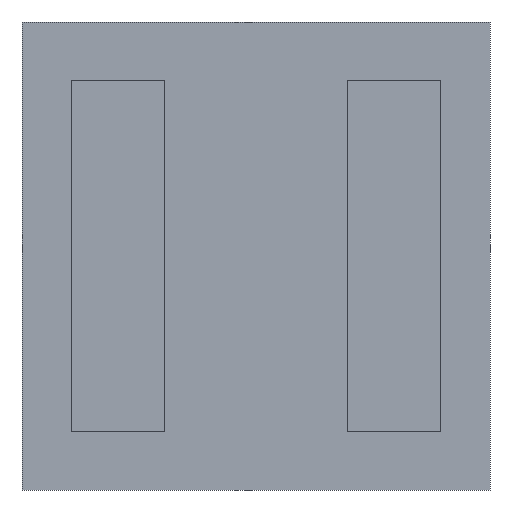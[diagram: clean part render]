
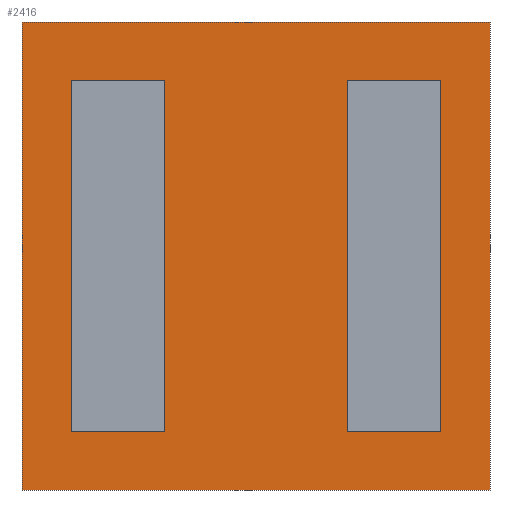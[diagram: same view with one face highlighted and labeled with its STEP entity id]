
A CAD part, front view. The second image highlights one B-rep face of the part: STEP entity #2416.
In plain terms, the highlighted planar face has unit normal (0, -1, 0).
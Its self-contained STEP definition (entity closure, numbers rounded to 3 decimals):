
#1180 = VERTEX_POINT('',#1181);
#1181 = CARTESIAN_POINT('',(4.,0.,4.));
#1189 = VERTEX_POINT('',#1190);
#1190 = CARTESIAN_POINT('',(-4.,0.,4.));
#1196 = EDGE_CURVE('',#1180,#1189,#1197,.T.);
#1197 = LINE('',#1198,#1199);
#1198 = CARTESIAN_POINT('',(-4.,0.,4.));
#1199 = VECTOR('',#1200,1.);
#1200 = DIRECTION('',(-1.,0.,0.));
#1213 = VERTEX_POINT('',#1214);
#1214 = CARTESIAN_POINT('',(-4.,0.,-4.));
#1220 = EDGE_CURVE('',#1189,#1213,#1221,.T.);
#1221 = LINE('',#1222,#1223);
#1222 = CARTESIAN_POINT('',(-4.,0.,-4.));
#1223 = VECTOR('',#1224,1.);
#1224 = DIRECTION('',(0.,0.,-1.));
#1237 = VERTEX_POINT('',#1238);
#1238 = CARTESIAN_POINT('',(4.,0.,-4.));
#1244 = EDGE_CURVE('',#1213,#1237,#1245,.T.);
#1245 = LINE('',#1246,#1247);
#1246 = CARTESIAN_POINT('',(-4.,0.,-4.));
#1247 = VECTOR('',#1248,1.);
#1248 = DIRECTION('',(1.,0.,0.));
#1261 = EDGE_CURVE('',#1237,#1180,#1262,.T.);
#1262 = LINE('',#1263,#1264);
#1263 = CARTESIAN_POINT('',(4.,0.,-4.));
#1264 = VECTOR('',#1265,1.);
#1265 = DIRECTION('',(0.,0.,1.));
#2416 = ADVANCED_FACE('',(#2417,#2451,#2457),#2491,.F.);
#2417 = FACE_BOUND('',#2418,.T.);
#2418 = EDGE_LOOP('',(#2419,#2429,#2437,#2445));
#2419 = ORIENTED_EDGE('',*,*,#2420,.F.);
#2420 = EDGE_CURVE('',#2421,#2423,#2425,.T.);
#2421 = VERTEX_POINT('',#2422);
#2422 = CARTESIAN_POINT('',(-1.56,0.,-3.));
#2423 = VERTEX_POINT('',#2424);
#2424 = CARTESIAN_POINT('',(-1.56,0.,3.));
#2425 = LINE('',#2426,#2427);
#2426 = CARTESIAN_POINT('',(-1.56,0.,4.));
#2427 = VECTOR('',#2428,1.);
#2428 = DIRECTION('',(0.,0.,1.));
#2429 = ORIENTED_EDGE('',*,*,#2430,.F.);
#2430 = EDGE_CURVE('',#2431,#2421,#2433,.T.);
#2431 = VERTEX_POINT('',#2432);
#2432 = CARTESIAN_POINT('',(-3.16,0.,-3.));
#2433 = LINE('',#2434,#2435);
#2434 = CARTESIAN_POINT('',(4.,0.,-3.));
#2435 = VECTOR('',#2436,1.);
#2436 = DIRECTION('',(1.,0.,0.));
#2437 = ORIENTED_EDGE('',*,*,#2438,.F.);
#2438 = EDGE_CURVE('',#2439,#2431,#2441,.T.);
#2439 = VERTEX_POINT('',#2440);
#2440 = CARTESIAN_POINT('',(-3.16,0.,3.));
#2441 = LINE('',#2442,#2443);
#2442 = CARTESIAN_POINT('',(-3.16,0.,4.));
#2443 = VECTOR('',#2444,1.);
#2444 = DIRECTION('',(0.,0.,-1.));
#2445 = ORIENTED_EDGE('',*,*,#2446,.F.);
#2446 = EDGE_CURVE('',#2423,#2439,#2447,.T.);
#2447 = LINE('',#2448,#2449);
#2448 = CARTESIAN_POINT('',(4.,0.,3.));
#2449 = VECTOR('',#2450,1.);
#2450 = DIRECTION('',(-1.,0.,0.));
#2451 = FACE_BOUND('',#2452,.T.);
#2452 = EDGE_LOOP('',(#2453,#2454,#2455,#2456));
#2453 = ORIENTED_EDGE('',*,*,#1196,.T.);
#2454 = ORIENTED_EDGE('',*,*,#1220,.T.);
#2455 = ORIENTED_EDGE('',*,*,#1244,.T.);
#2456 = ORIENTED_EDGE('',*,*,#1261,.T.);
#2457 = FACE_BOUND('',#2458,.T.);
#2458 = EDGE_LOOP('',(#2459,#2469,#2477,#2485));
#2459 = ORIENTED_EDGE('',*,*,#2460,.F.);
#2460 = EDGE_CURVE('',#2461,#2463,#2465,.T.);
#2461 = VERTEX_POINT('',#2462);
#2462 = CARTESIAN_POINT('',(1.56,0.,-3.));
#2463 = VERTEX_POINT('',#2464);
#2464 = CARTESIAN_POINT('',(3.16,0.,-3.));
#2465 = LINE('',#2466,#2467);
#2466 = CARTESIAN_POINT('',(4.,0.,-3.));
#2467 = VECTOR('',#2468,1.);
#2468 = DIRECTION('',(1.,0.,0.));
#2469 = ORIENTED_EDGE('',*,*,#2470,.F.);
#2470 = EDGE_CURVE('',#2471,#2461,#2473,.T.);
#2471 = VERTEX_POINT('',#2472);
#2472 = CARTESIAN_POINT('',(1.56,0.,3.));
#2473 = LINE('',#2474,#2475);
#2474 = CARTESIAN_POINT('',(1.56,0.,4.));
#2475 = VECTOR('',#2476,1.);
#2476 = DIRECTION('',(0.,0.,-1.));
#2477 = ORIENTED_EDGE('',*,*,#2478,.F.);
#2478 = EDGE_CURVE('',#2479,#2471,#2481,.T.);
#2479 = VERTEX_POINT('',#2480);
#2480 = CARTESIAN_POINT('',(3.16,0.,3.));
#2481 = LINE('',#2482,#2483);
#2482 = CARTESIAN_POINT('',(4.,0.,3.));
#2483 = VECTOR('',#2484,1.);
#2484 = DIRECTION('',(-1.,0.,0.));
#2485 = ORIENTED_EDGE('',*,*,#2486,.F.);
#2486 = EDGE_CURVE('',#2463,#2479,#2487,.T.);
#2487 = LINE('',#2488,#2489);
#2488 = CARTESIAN_POINT('',(3.16,0.,4.));
#2489 = VECTOR('',#2490,1.);
#2490 = DIRECTION('',(0.,0.,1.));
#2491 = PLANE('',#2492);
#2492 = AXIS2_PLACEMENT_3D('',#2493,#2494,#2495);
#2493 = CARTESIAN_POINT('',(4.,0.,4.));
#2494 = DIRECTION('',(0.,1.,0.));
#2495 = DIRECTION('',(0.,0.,1.));
